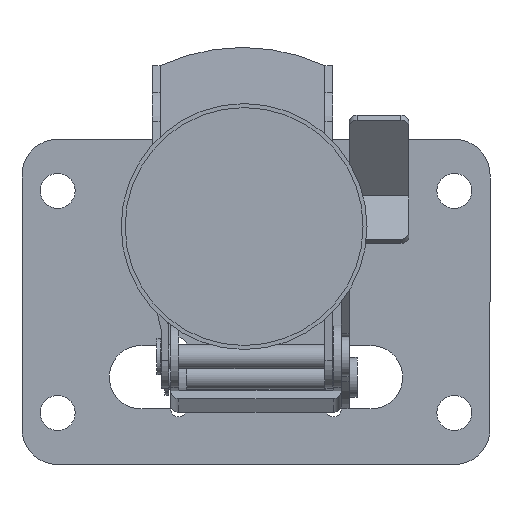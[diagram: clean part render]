
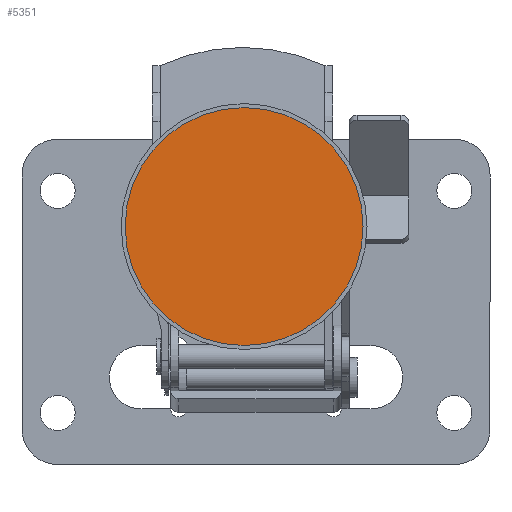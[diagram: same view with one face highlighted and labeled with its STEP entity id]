
A CAD part, front view. The second image highlights one B-rep face of the part: STEP entity #5351.
In plain terms, the highlighted planar face has unit normal (0, -1, 0).
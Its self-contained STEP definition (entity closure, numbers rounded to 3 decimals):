
#54 = DIRECTION ( 'NONE',  ( 0., 0., 1. ) ) ;
#539 = VERTEX_POINT ( 'NONE', #4844 ) ;
#2140 = EDGE_LOOP ( 'NONE', ( #7252, #9344 ) ) ;
#2609 = PLANE ( 'NONE',  #8315 ) ;
#3624 = EDGE_CURVE ( 'NONE', #539, #5578, #6799, .T. ) ;
#4378 = CARTESIAN_POINT ( 'NONE',  ( 0., -18., 0. ) ) ;
#4844 = CARTESIAN_POINT ( 'NONE',  ( 0., -18., 30. ) ) ;
#5351 = ADVANCED_FACE ( 'NONE', ( #7803 ), #2609, .T. ) ;
#5578 = VERTEX_POINT ( 'NONE', #6587 ) ;
#5805 = DIRECTION ( 'NONE',  ( 0., 1., 0. ) ) ;
#5812 = DIRECTION ( 'NONE',  ( 0., 1., 0. ) ) ;
#6212 = CARTESIAN_POINT ( 'NONE',  ( 0., -18., 0. ) ) ;
#6406 = AXIS2_PLACEMENT_3D ( 'NONE', #4378, #5805, #54 ) ;
#6438 = DIRECTION ( 'NONE',  ( 0., 0., 1. ) ) ;
#6587 = CARTESIAN_POINT ( 'NONE',  ( 0., -18., -30. ) ) ;
#6799 = CIRCLE ( 'NONE', #6406, 30. ) ;
#6917 = DIRECTION ( 'NONE',  ( 0., -1., 0. ) ) ;
#7163 = AXIS2_PLACEMENT_3D ( 'NONE', #7176, #5812, #6438 ) ;
#7176 = CARTESIAN_POINT ( 'NONE',  ( 0., -18., 0. ) ) ;
#7252 = ORIENTED_EDGE ( 'NONE', *, *, #3624, .F. ) ;
#7803 = FACE_OUTER_BOUND ( 'NONE', #2140, .T. ) ;
#7851 = EDGE_CURVE ( 'NONE', #5578, #539, #7881, .T. ) ;
#7881 = CIRCLE ( 'NONE', #7163, 30. ) ;
#8315 = AXIS2_PLACEMENT_3D ( 'NONE', #6212, #6917, #8442 ) ;
#8442 = DIRECTION ( 'NONE',  ( 0., 0., -1. ) ) ;
#9344 = ORIENTED_EDGE ( 'NONE', *, *, #7851, .F. ) ;
